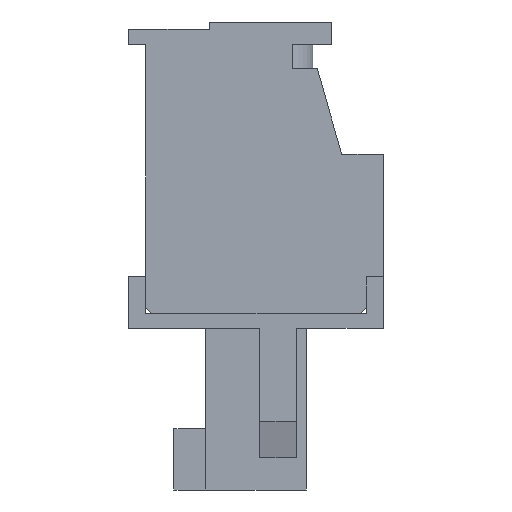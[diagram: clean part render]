
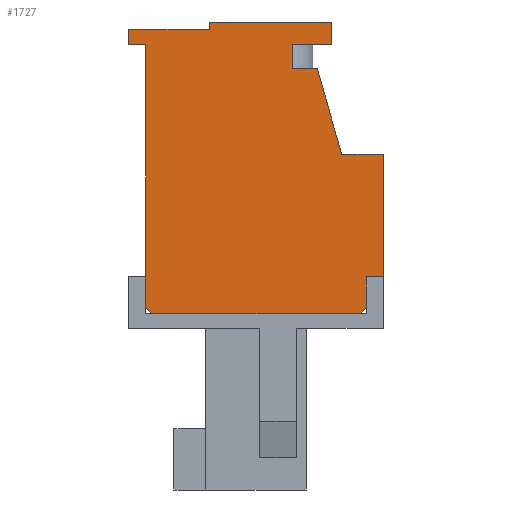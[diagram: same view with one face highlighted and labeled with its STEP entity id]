
A CAD part, left-side view. The second image highlights one B-rep face of the part: STEP entity #1727.
In plain terms, the highlighted planar face has unit normal (-1, 0, 0).
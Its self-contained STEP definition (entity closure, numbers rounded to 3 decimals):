
#1727 = ADVANCED_FACE( '', ( #3544 ), #3545, .T. );
#3544 = FACE_OUTER_BOUND( '', #5488, .T. );
#3545 = PLANE( '', #5489 );
#5488 = EDGE_LOOP( '', ( #10225, #10226, #10227, #10228, #10229, #10230, #10231, #10232, #10233, #10234, #10235, #10236, #10237, #10238, #10239, #10240, #10241, #10242 ) );
#5489 = AXIS2_PLACEMENT_3D( '', #10243, #10244, #10245 );
#10225 = ORIENTED_EDGE( '', *, *, #13866, .T. );
#10226 = ORIENTED_EDGE( '', *, *, #13689, .T. );
#10227 = ORIENTED_EDGE( '', *, *, #13867, .F. );
#10228 = ORIENTED_EDGE( '', *, *, #12766, .T. );
#10229 = ORIENTED_EDGE( '', *, *, #13809, .T. );
#10230 = ORIENTED_EDGE( '', *, *, #12599, .T. );
#10231 = ORIENTED_EDGE( '', *, *, #12532, .T. );
#10232 = ORIENTED_EDGE( '', *, *, #13868, .T. );
#10233 = ORIENTED_EDGE( '', *, *, #13647, .T. );
#10234 = ORIENTED_EDGE( '', *, *, #13024, .T. );
#10235 = ORIENTED_EDGE( '', *, *, #13537, .T. );
#10236 = ORIENTED_EDGE( '', *, *, #13869, .T. );
#10237 = ORIENTED_EDGE( '', *, *, #12806, .T. );
#10238 = ORIENTED_EDGE( '', *, *, #13784, .T. );
#10239 = ORIENTED_EDGE( '', *, *, #13870, .T. );
#10240 = ORIENTED_EDGE( '', *, *, #13340, .T. );
#10241 = ORIENTED_EDGE( '', *, *, #13871, .T. );
#10242 = ORIENTED_EDGE( '', *, *, #12866, .T. );
#10243 = CARTESIAN_POINT( '', ( -8.75, 0., 0. ) );
#10244 = DIRECTION( '', ( -1., 0., 0. ) );
#10245 = DIRECTION( '', ( 0., 0., 1. ) );
#12532 = EDGE_CURVE( '', #15286, #15327, #15329, .T. );
#12599 = EDGE_CURVE( '', #15437, #15286, #15440, .T. );
#12766 = EDGE_CURVE( '', #15710, #15711, #15712, .T. );
#12806 = EDGE_CURVE( '', #15777, #15778, #15779, .T. );
#12866 = EDGE_CURVE( '', #15870, #15871, #15872, .T. );
#13024 = EDGE_CURVE( '', #16105, #16103, #16106, .T. );
#13340 = EDGE_CURVE( '', #16560, #16561, #16562, .T. );
#13537 = EDGE_CURVE( '', #16103, #16815, #16817, .T. );
#13647 = EDGE_CURVE( '', #16958, #16105, #16959, .T. );
#13689 = EDGE_CURVE( '', #17011, #17009, #17012, .T. );
#13784 = EDGE_CURVE( '', #15778, #17127, #17128, .T. );
#13809 = EDGE_CURVE( '', #15711, #15437, #17159, .T. );
#13866 = EDGE_CURVE( '', #15871, #17011, #17226, .T. );
#13867 = EDGE_CURVE( '', #15710, #17009, #17227, .T. );
#13868 = EDGE_CURVE( '', #15327, #16958, #17228, .T. );
#13869 = EDGE_CURVE( '', #16815, #15777, #17229, .T. );
#13870 = EDGE_CURVE( '', #17127, #16560, #17230, .T. );
#13871 = EDGE_CURVE( '', #16561, #15870, #17231, .T. );
#15286 = VERTEX_POINT( '', #19176 );
#15327 = VERTEX_POINT( '', #19238 );
#15329 = LINE( '', #19241, #19242 );
#15437 = VERTEX_POINT( '', #19402 );
#15440 = LINE( '', #19407, #19408 );
#15710 = VERTEX_POINT( '', #19798 );
#15711 = VERTEX_POINT( '', #19799 );
#15712 = LINE( '', #19800, #19801 );
#15777 = VERTEX_POINT( '', #19899 );
#15778 = VERTEX_POINT( '', #19900 );
#15779 = LINE( '', #19901, #19902 );
#15870 = VERTEX_POINT( '', #20039 );
#15871 = VERTEX_POINT( '', #20040 );
#15872 = LINE( '', #20041, #20042 );
#16103 = VERTEX_POINT( '', #20387 );
#16105 = VERTEX_POINT( '', #20390 );
#16106 = LINE( '', #20391, #20392 );
#16560 = VERTEX_POINT( '', #21086 );
#16561 = VERTEX_POINT( '', #21087 );
#16562 = LINE( '', #21088, #21089 );
#16815 = VERTEX_POINT( '', #21467 );
#16817 = LINE( '', #21470, #21471 );
#16958 = VERTEX_POINT( '', #21677 );
#16959 = LINE( '', #21678, #21679 );
#17009 = VERTEX_POINT( '', #21757 );
#17011 = VERTEX_POINT( '', #21760 );
#17012 = LINE( '', #21761, #21762 );
#17127 = VERTEX_POINT( '', #21932 );
#17128 = LINE( '', #21933, #21934 );
#17159 = LINE( '', #21977, #21978 );
#17226 = LINE( '', #22078, #22079 );
#17227 = LINE( '', #22080, #22081 );
#17228 = LINE( '', #22082, #22083 );
#17229 = LINE( '', #22084, #22085 );
#17230 = LINE( '', #22086, #22087 );
#17231 = LINE( '', #22088, #22089 );
#19176 = CARTESIAN_POINT( '', ( -8.75, -5.2, -3.74 ) );
#19238 = CARTESIAN_POINT( '', ( -8.75, -5.2, 1.26 ) );
#19241 = CARTESIAN_POINT( '', ( -8.75, -5.2, -3.74 ) );
#19242 = VECTOR( '', #23128, 1000. );
#19402 = CARTESIAN_POINT( '', ( -8.75, -4.5, -3.74 ) );
#19407 = CARTESIAN_POINT( '', ( -8.75, -4.5, -3.74 ) );
#19408 = VECTOR( '', #23194, 1000. );
#19798 = CARTESIAN_POINT( '', ( -8.75, -4.25, -5.24 ) );
#19799 = CARTESIAN_POINT( '', ( -8.75, -4.5, -4.99 ) );
#19800 = CARTESIAN_POINT( '', ( -8.75, -4.745, -4.745 ) );
#19801 = VECTOR( '', #23364, 1000. );
#19899 = CARTESIAN_POINT( '', ( -8.75, -3.1, 5.76 ) );
#19900 = CARTESIAN_POINT( '', ( -8.75, -3.1, 6.66 ) );
#19901 = CARTESIAN_POINT( '', ( -8.75, -3.1, 5.76 ) );
#19902 = VECTOR( '', #23398, 1000. );
#20039 = CARTESIAN_POINT( '', ( -8.75, 5.2, 5.74 ) );
#20040 = CARTESIAN_POINT( '', ( -8.75, 4.5, 5.74 ) );
#20041 = CARTESIAN_POINT( '', ( -8.75, 5.2, 5.74 ) );
#20042 = VECTOR( '', #23452, 1000. );
#20387 = CARTESIAN_POINT( '', ( -8.75, -1.5, 4.76 ) );
#20390 = CARTESIAN_POINT( '', ( -8.75, -2.5, 4.76 ) );
#20391 = CARTESIAN_POINT( '', ( -8.75, -1.5, 4.76 ) );
#20392 = VECTOR( '', #23595, 1000. );
#21086 = CARTESIAN_POINT( '', ( -8.75, 1.9, 6.36 ) );
#21087 = CARTESIAN_POINT( '', ( -8.75, 5.2, 6.36 ) );
#21088 = CARTESIAN_POINT( '', ( -8.75, 1.9, 6.36 ) );
#21089 = VECTOR( '', #23868, 1000. );
#21467 = CARTESIAN_POINT( '', ( -8.75, -1.5, 5.76 ) );
#21470 = CARTESIAN_POINT( '', ( -8.75, -1.5, 4.76 ) );
#21471 = VECTOR( '', #24037, 1000. );
#21677 = CARTESIAN_POINT( '', ( -8.75, -3.5, 1.26 ) );
#21678 = CARTESIAN_POINT( '', ( -8.75, -3.5, 1.26 ) );
#21679 = VECTOR( '', #24121, 1000. );
#21757 = CARTESIAN_POINT( '', ( -8.75, 4.25, -5.24 ) );
#21760 = CARTESIAN_POINT( '', ( -8.75, 4.5, -4.99 ) );
#21761 = CARTESIAN_POINT( '', ( -8.75, 4.745, -4.745 ) );
#21762 = VECTOR( '', #24151, 1000. );
#21932 = CARTESIAN_POINT( '', ( -8.75, 1.9, 6.66 ) );
#21933 = CARTESIAN_POINT( '', ( -8.75, -3.1, 6.66 ) );
#21934 = VECTOR( '', #24225, 1000. );
#21977 = CARTESIAN_POINT( '', ( -8.75, -4.5, -5.74 ) );
#21978 = VECTOR( '', #24241, 1000. );
#22078 = CARTESIAN_POINT( '', ( -8.75, 4.5, 5.74 ) );
#22079 = VECTOR( '', #24293, 1000. );
#22080 = CARTESIAN_POINT( '', ( -8.75, 0., -5.24 ) );
#22081 = VECTOR( '', #24294, 1000. );
#22082 = CARTESIAN_POINT( '', ( -8.75, -5.2, 1.26 ) );
#22083 = VECTOR( '', #24295, 1000. );
#22084 = CARTESIAN_POINT( '', ( -8.75, -1.5, 5.76 ) );
#22085 = VECTOR( '', #24296, 1000. );
#22086 = CARTESIAN_POINT( '', ( -8.75, 1.9, 6.66 ) );
#22087 = VECTOR( '', #24297, 1000. );
#22088 = CARTESIAN_POINT( '', ( -8.75, 5.2, 6.36 ) );
#22089 = VECTOR( '', #24298, 1000. );
#23128 = DIRECTION( '', ( 0., 0., 1. ) );
#23194 = DIRECTION( '', ( 0., -1., 0. ) );
#23364 = DIRECTION( '', ( 0., -0.707, 0.707 ) );
#23398 = DIRECTION( '', ( 0., 0., 1. ) );
#23452 = DIRECTION( '', ( 0., -1., 0. ) );
#23595 = DIRECTION( '', ( 0., 1., 0. ) );
#23868 = DIRECTION( '', ( 0., 1., 0. ) );
#24037 = DIRECTION( '', ( 0., 0., 1. ) );
#24121 = DIRECTION( '', ( 0., 0.275, 0.962 ) );
#24151 = DIRECTION( '', ( 0., -0.707, -0.707 ) );
#24225 = DIRECTION( '', ( 0., 1., 0. ) );
#24241 = DIRECTION( '', ( 0., 0., 1. ) );
#24293 = DIRECTION( '', ( 0., 0., -1. ) );
#24294 = DIRECTION( '', ( 0., 1., 0. ) );
#24295 = DIRECTION( '', ( 0., 1., 0. ) );
#24296 = DIRECTION( '', ( 0., -1., 0. ) );
#24297 = DIRECTION( '', ( 0., 0., -1. ) );
#24298 = DIRECTION( '', ( 0., 0., -1. ) );
